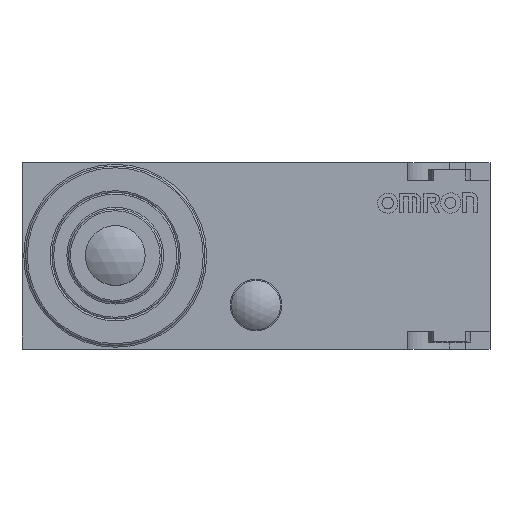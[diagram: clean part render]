
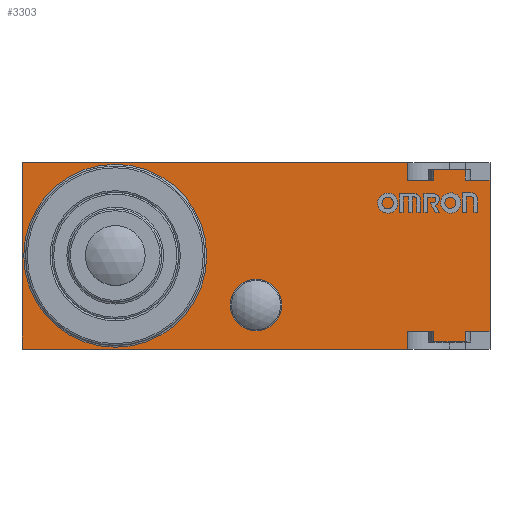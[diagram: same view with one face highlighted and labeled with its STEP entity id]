
A CAD part, top view. The second image highlights one B-rep face of the part: STEP entity #3303.
In plain terms, the highlighted face is planar.
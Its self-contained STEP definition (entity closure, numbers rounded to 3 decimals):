
#168=FACE_BOUND('',#1214,.T.);
#169=FACE_BOUND('',#1215,.T.);
#214=PLANE('',#3663);
#422=LINE('',#5611,#737);
#423=LINE('',#5613,#738);
#424=LINE('',#5615,#739);
#425=LINE('',#5617,#740);
#426=LINE('',#5619,#741);
#427=LINE('',#5621,#742);
#428=LINE('',#5623,#743);
#429=LINE('',#5625,#744);
#430=LINE('',#5627,#745);
#431=LINE('',#5629,#746);
#432=LINE('',#5631,#747);
#433=LINE('',#5633,#748);
#434=LINE('',#5635,#749);
#435=LINE('',#5637,#750);
#436=LINE('',#5639,#751);
#437=LINE('',#5640,#752);
#737=VECTOR('',#4181,1000.);
#738=VECTOR('',#4182,1000.);
#739=VECTOR('',#4183,1000.);
#740=VECTOR('',#4184,1000.);
#741=VECTOR('',#4185,1000.);
#742=VECTOR('',#4186,1000.);
#743=VECTOR('',#4187,1000.);
#744=VECTOR('',#4188,1000.);
#745=VECTOR('',#4189,1000.);
#746=VECTOR('',#4190,1000.);
#747=VECTOR('',#4191,1000.);
#748=VECTOR('',#4192,1000.);
#749=VECTOR('',#4193,1000.);
#750=VECTOR('',#4194,1000.);
#751=VECTOR('',#4195,1000.);
#752=VECTOR('',#4196,1000.);
#1029=FACE_OUTER_BOUND('',#1213,.T.);
#1213=EDGE_LOOP('',(#2670,#2671,#2672,#2673,#2674,#2675,#2676,#2677,#2678,
#2679,#2680,#2681,#2682,#2683,#2684,#2685));
#1214=EDGE_LOOP('',(#2686));
#1215=EDGE_LOOP('',(#2687,#2688));
#1377=CIRCLE('',#3660,2.6);
#1379=CIRCLE('',#3662,2.6);
#1380=CIRCLE('',#3664,0.735);
#1598=VERTEX_POINT('',#5603);
#1599=VERTEX_POINT('',#5604);
#1600=VERTEX_POINT('',#5609);
#1601=VERTEX_POINT('',#5610);
#1602=VERTEX_POINT('',#5612);
#1603=VERTEX_POINT('',#5614);
#1604=VERTEX_POINT('',#5616);
#1605=VERTEX_POINT('',#5618);
#1606=VERTEX_POINT('',#5620);
#1607=VERTEX_POINT('',#5622);
#1608=VERTEX_POINT('',#5624);
#1609=VERTEX_POINT('',#5626);
#1610=VERTEX_POINT('',#5628);
#1611=VERTEX_POINT('',#5630);
#1612=VERTEX_POINT('',#5632);
#1613=VERTEX_POINT('',#5634);
#1614=VERTEX_POINT('',#5636);
#1615=VERTEX_POINT('',#5638);
#1616=VERTEX_POINT('',#5641);
#2004=EDGE_CURVE('',#1598,#1599,#1377,.T.);
#2006=EDGE_CURVE('',#1599,#1598,#1379,.T.);
#2007=EDGE_CURVE('',#1600,#1601,#422,.T.);
#2008=EDGE_CURVE('',#1601,#1602,#423,.T.);
#2009=EDGE_CURVE('',#1603,#1602,#424,.T.);
#2010=EDGE_CURVE('',#1604,#1603,#425,.T.);
#2011=EDGE_CURVE('',#1605,#1604,#426,.T.);
#2012=EDGE_CURVE('',#1606,#1605,#427,.T.);
#2013=EDGE_CURVE('',#1607,#1606,#428,.T.);
#2014=EDGE_CURVE('',#1608,#1607,#429,.T.);
#2015=EDGE_CURVE('',#1608,#1609,#430,.T.);
#2016=EDGE_CURVE('',#1610,#1609,#431,.T.);
#2017=EDGE_CURVE('',#1610,#1611,#432,.T.);
#2018=EDGE_CURVE('',#1611,#1612,#433,.T.);
#2019=EDGE_CURVE('',#1613,#1612,#434,.T.);
#2020=EDGE_CURVE('',#1613,#1614,#435,.T.);
#2021=EDGE_CURVE('',#1614,#1615,#436,.T.);
#2022=EDGE_CURVE('',#1615,#1600,#437,.T.);
#2023=EDGE_CURVE('',#1616,#1616,#1380,.T.);
#2670=ORIENTED_EDGE('',*,*,#2007,.T.);
#2671=ORIENTED_EDGE('',*,*,#2008,.T.);
#2672=ORIENTED_EDGE('',*,*,#2009,.F.);
#2673=ORIENTED_EDGE('',*,*,#2010,.F.);
#2674=ORIENTED_EDGE('',*,*,#2011,.F.);
#2675=ORIENTED_EDGE('',*,*,#2012,.F.);
#2676=ORIENTED_EDGE('',*,*,#2013,.F.);
#2677=ORIENTED_EDGE('',*,*,#2014,.F.);
#2678=ORIENTED_EDGE('',*,*,#2015,.T.);
#2679=ORIENTED_EDGE('',*,*,#2016,.F.);
#2680=ORIENTED_EDGE('',*,*,#2017,.T.);
#2681=ORIENTED_EDGE('',*,*,#2018,.T.);
#2682=ORIENTED_EDGE('',*,*,#2019,.F.);
#2683=ORIENTED_EDGE('',*,*,#2020,.T.);
#2684=ORIENTED_EDGE('',*,*,#2021,.T.);
#2685=ORIENTED_EDGE('',*,*,#2022,.T.);
#2686=ORIENTED_EDGE('',*,*,#2023,.F.);
#2687=ORIENTED_EDGE('',*,*,#2004,.F.);
#2688=ORIENTED_EDGE('',*,*,#2006,.F.);
#3303=ADVANCED_FACE('',(#1029,#168,#169),#214,.F.);
#3660=AXIS2_PLACEMENT_3D('',#5605,#4173,#4174);
#3662=AXIS2_PLACEMENT_3D('',#5607,#4177,#4178);
#3663=AXIS2_PLACEMENT_3D('',#5608,#4179,#4180);
#3664=AXIS2_PLACEMENT_3D('',#5642,#4197,#4198);
#4173=DIRECTION('center_axis',(0.,1.,0.));
#4174=DIRECTION('ref_axis',(-1.,0.,0.));
#4177=DIRECTION('center_axis',(0.,1.,0.));
#4178=DIRECTION('ref_axis',(-1.,0.,0.));
#4179=DIRECTION('center_axis',(0.,-1.,0.));
#4180=DIRECTION('ref_axis',(1.,0.,0.));
#4181=DIRECTION('',(0.,0.,-1.));
#4182=DIRECTION('',(-1.,0.,0.));
#4183=DIRECTION('',(0.,0.,-1.));
#4184=DIRECTION('',(-1.,0.,0.));
#4185=DIRECTION('',(0.,0.,1.));
#4186=DIRECTION('',(-1.,0.,0.));
#4187=DIRECTION('',(0.,0.,-1.));
#4188=DIRECTION('',(-1.,0.,0.));
#4189=DIRECTION('',(0.,0.,-1.));
#4190=DIRECTION('',(-1.,0.,0.));
#4191=DIRECTION('',(0.,0.,-1.));
#4192=DIRECTION('',(-1.,0.,0.));
#4193=DIRECTION('',(0.,0.,1.));
#4194=DIRECTION('',(-1.,0.,0.));
#4195=DIRECTION('',(0.,0.,1.));
#4196=DIRECTION('',(-1.,0.,0.));
#4197=DIRECTION('center_axis',(0.,1.,0.));
#4198=DIRECTION('ref_axis',(0.,0.,
1.));
#5603=CARTESIAN_POINT('',(3.68,7.,0.));
#5604=CARTESIAN_POINT('',(1.08,7.,-2.6));
#5605=CARTESIAN_POINT('Origin',(1.08,7.,0.));
#5607=CARTESIAN_POINT('Origin',(1.08,7.,0.));
#5608=CARTESIAN_POINT('Origin',(-1.57,7.,2.65));
#5609=CARTESIAN_POINT('',(9.38,7.,-2.15));
#5610=CARTESIAN_POINT('',(9.38,7.,-2.65));
#5611=CARTESIAN_POINT('',(9.38,7.,-2.15));
#5612=CARTESIAN_POINT('',(-1.57,7.,-2.65));
#5613=CARTESIAN_POINT('',(-1.57,7.,-2.65));
#5614=CARTESIAN_POINT('',(-1.57,7.,2.65));
#5615=CARTESIAN_POINT('',(-1.57,7.,2.65));
#5616=CARTESIAN_POINT('',(9.38,7.,2.65));
#5617=CARTESIAN_POINT('',(-1.57,7.,2.65));
#5618=CARTESIAN_POINT('',(9.38,7.,2.15));
#5619=CARTESIAN_POINT('',(9.38,7.,2.15));
#5620=CARTESIAN_POINT('',(10.133,7.,2.15));
#5621=CARTESIAN_POINT('',(9.38,7.,2.15));
#5622=CARTESIAN_POINT('',(10.133,7.,2.45));
#5623=CARTESIAN_POINT('',(10.133,7.,2.45));
#5624=CARTESIAN_POINT('',(11.027,7.,2.45));
#5625=CARTESIAN_POINT('',(11.027,7.,2.45));
#5626=CARTESIAN_POINT('',(11.027,7.,2.15));
#5627=CARTESIAN_POINT('',(11.027,7.,2.45));
#5628=CARTESIAN_POINT('',(11.73,7.,2.15));
#5629=CARTESIAN_POINT('',(9.38,7.,2.15));
#5630=CARTESIAN_POINT('',(11.73,7.,-2.15));
#5631=CARTESIAN_POINT('',(11.73,7.,2.65));
#5632=CARTESIAN_POINT('',(11.027,7.,-2.15));
#5633=CARTESIAN_POINT('',(9.38,7.,-2.15));
#5634=CARTESIAN_POINT('',(11.027,7.,-2.45));
#5635=CARTESIAN_POINT('',(11.027,7.,-2.45));
#5636=CARTESIAN_POINT('',(10.133,7.,-2.45));
#5637=CARTESIAN_POINT('',(11.027,7.,-2.45));
#5638=CARTESIAN_POINT('',(10.133,7.,-2.15));
#5639=CARTESIAN_POINT('',(10.133,7.,-2.45));
#5640=CARTESIAN_POINT('',(9.38,7.,-2.15));
#5641=CARTESIAN_POINT('',(5.08,7.,0.665));
#5642=CARTESIAN_POINT('Origin',(5.08,7.,1.4));
